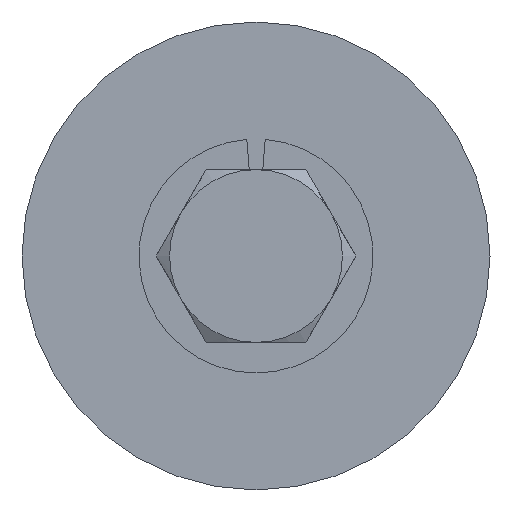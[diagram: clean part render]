
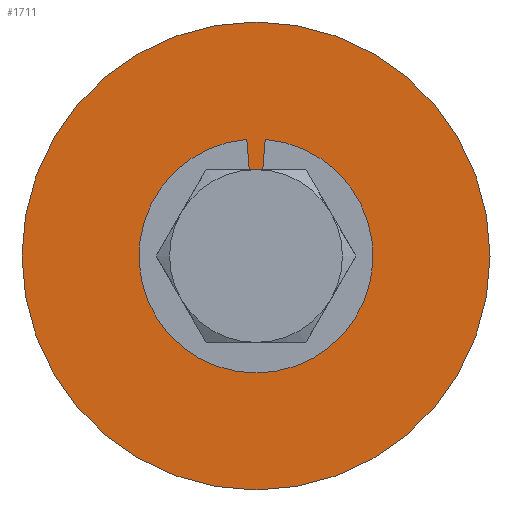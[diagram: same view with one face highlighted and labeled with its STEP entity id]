
A CAD part, left-side view. The second image highlights one B-rep face of the part: STEP entity #1711.
In plain terms, the highlighted planar face has unit normal (-1, 0, 0).
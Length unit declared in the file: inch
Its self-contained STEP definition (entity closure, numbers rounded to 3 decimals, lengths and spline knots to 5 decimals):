
#68 = EDGE_CURVE ( 'NONE', #702, #2281, #2656, .T. ) ;
#119 = CARTESIAN_POINT ( 'NONE',  ( -3.37598, 0., 0. ) ) ;
#243 = VERTEX_POINT ( 'NONE', #1662 ) ;
#298 = DIRECTION ( 'NONE',  ( 0., 0., 1. ) ) ;
#327 = AXIS2_PLACEMENT_3D ( 'NONE', #119, #328, #298 ) ;
#328 = DIRECTION ( 'NONE',  ( 1., 0., 0. ) ) ;
#503 = CARTESIAN_POINT ( 'NONE',  ( -3.37598, 0., -0.23622 ) ) ;
#522 = CIRCLE ( 'NONE', #1070, 0.84646 ) ;
#702 = VERTEX_POINT ( 'NONE', #503 ) ;
#731 = CARTESIAN_POINT ( 'NONE',  ( -3.37598, 0., 0. ) ) ;
#888 = EDGE_CURVE ( 'NONE', #243, #2107, #1797, .T. ) ;
#965 = PLANE ( 'NONE',  #2799 ) ;
#974 = DIRECTION ( 'NONE',  ( 1., 0., 0. ) ) ;
#994 = EDGE_LOOP ( 'NONE', ( #1245, #1809 ) ) ;
#1070 = AXIS2_PLACEMENT_3D ( 'NONE', #1902, #974, #2873 ) ;
#1154 = EDGE_LOOP ( 'NONE', ( #1562, #1957 ) ) ;
#1196 = DIRECTION ( 'NONE',  ( 1., 0., 0. ) ) ;
#1245 = ORIENTED_EDGE ( 'NONE', *, *, #2237, .T. ) ;
#1373 = AXIS2_PLACEMENT_3D ( 'NONE', #1782, #2041, #2952 ) ;
#1494 = DIRECTION ( 'NONE',  ( 0., 0., 1. ) ) ;
#1562 = ORIENTED_EDGE ( 'NONE', *, *, #2153, .F. ) ;
#1583 = CARTESIAN_POINT ( 'NONE',  ( -3.37598, 0., 0. ) ) ;
#1659 = CARTESIAN_POINT ( 'NONE',  ( -3.37598, 0., -0.84646 ) ) ;
#1662 = CARTESIAN_POINT ( 'NONE',  ( -3.37598, 0., 0.84646 ) ) ;
#1685 = CIRCLE ( 'NONE', #1373, 0.23622 ) ;
#1711 = ADVANCED_FACE ( 'NONE', ( #1935, #2877 ), #965, .F. ) ;
#1752 = DIRECTION ( 'NONE',  ( 1., 0., 0. ) ) ;
#1782 = CARTESIAN_POINT ( 'NONE',  ( -3.37598, 0., 0. ) ) ;
#1797 = CIRCLE ( 'NONE', #327, 0.84646 ) ;
#1809 = ORIENTED_EDGE ( 'NONE', *, *, #68, .T. ) ;
#1902 = CARTESIAN_POINT ( 'NONE',  ( -3.37598, 0., 0. ) ) ;
#1935 = FACE_BOUND ( 'NONE', #994, .T. ) ;
#1957 = ORIENTED_EDGE ( 'NONE', *, *, #888, .F. ) ;
#2041 = DIRECTION ( 'NONE',  ( 1., 0., 0. ) ) ;
#2107 = VERTEX_POINT ( 'NONE', #1659 ) ;
#2153 = EDGE_CURVE ( 'NONE', #2107, #243, #522, .T. ) ;
#2237 = EDGE_CURVE ( 'NONE', #2281, #702, #1685, .T. ) ;
#2262 = CARTESIAN_POINT ( 'NONE',  ( -3.37598, 0., 0.23622 ) ) ;
#2281 = VERTEX_POINT ( 'NONE', #2262 ) ;
#2552 = AXIS2_PLACEMENT_3D ( 'NONE', #1583, #1752, #1494 ) ;
#2656 = CIRCLE ( 'NONE', #2552, 0.23622 ) ;
#2799 = AXIS2_PLACEMENT_3D ( 'NONE', #731, #1196, #2929 ) ;
#2873 = DIRECTION ( 'NONE',  ( 0., 0., 1. ) ) ;
#2877 = FACE_OUTER_BOUND ( 'NONE', #1154, .T. ) ;
#2929 = DIRECTION ( 'NONE',  ( 0., 0., 1. ) ) ;
#2952 = DIRECTION ( 'NONE',  ( 0., 0., 1. ) ) ;
